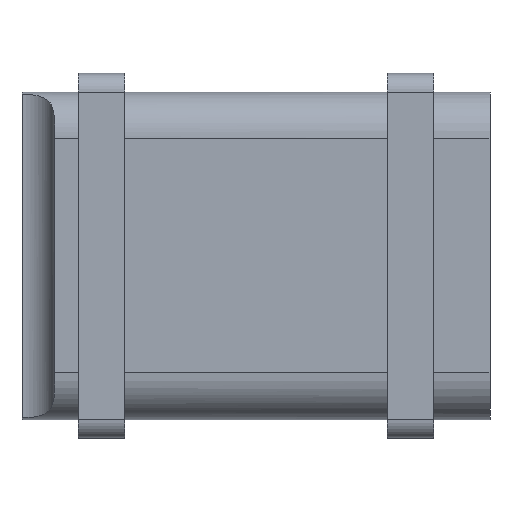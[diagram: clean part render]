
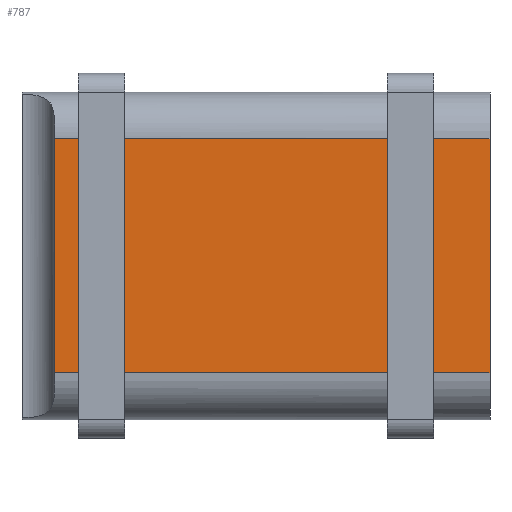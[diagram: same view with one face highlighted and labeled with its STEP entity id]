
A CAD part, top view. The second image highlights one B-rep face of the part: STEP entity #787.
In plain terms, the highlighted planar face has unit normal (0, 0, 1).
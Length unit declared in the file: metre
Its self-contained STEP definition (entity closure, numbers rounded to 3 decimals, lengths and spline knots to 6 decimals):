
#179=ORIENTED_EDGE('',*,*,#359,.T.);
#180=ORIENTED_EDGE('',*,*,#360,.T.);
#181=ORIENTED_EDGE('',*,*,#361,.F.);
#182=ORIENTED_EDGE('',*,*,#362,.F.);
#359=EDGE_CURVE('',#457,#458,#533,.T.);
#360=EDGE_CURVE('',#458,#459,#534,.T.);
#361=EDGE_CURVE('',#460,#459,#535,.T.);
#362=EDGE_CURVE('',#457,#460,#536,.T.);
#457=VERTEX_POINT('',#1302);
#458=VERTEX_POINT('',#1303);
#459=VERTEX_POINT('',#1305);
#460=VERTEX_POINT('',#1307);
#533=LINE('',#1301,#607);
#534=LINE('',#1304,#608);
#535=LINE('',#1306,#609);
#536=LINE('',#1308,#610);
#607=VECTOR('',#1066,1.);
#608=VECTOR('',#1067,1.);
#609=VECTOR('',#1068,1.);
#610=VECTOR('',#1069,1.);
#669=EDGE_LOOP('',(#179,#180,#181,#182));
#717=FACE_BOUND('',#669,.T.);
#755=PLANE('',#913);
#787=ADVANCED_FACE('',(#717),#755,.F.);
#913=AXIS2_PLACEMENT_3D('',#1300,#1064,#1065);
#1064=DIRECTION('',(0.,0.,-1.));
#1065=DIRECTION('',(0.,1.,0.));
#1066=DIRECTION('',(-1.,0.,0.));
#1067=DIRECTION('',(0.,-1.,0.));
#1068=DIRECTION('',(-1.,0.,0.));
#1069=DIRECTION('',(0.,-1.,0.));
#1300=CARTESIAN_POINT('',(0.025,0.,0.005));
#1301=CARTESIAN_POINT('',(0.025,0.0125,0.005));
#1302=CARTESIAN_POINT('',(0.025,0.0125,0.005));
#1303=CARTESIAN_POINT('',(-0.0215,0.0125,0.005));
#1304=CARTESIAN_POINT('',(-0.0215,0.03,0.005));
#1305=CARTESIAN_POINT('',(-0.0215,-0.0125,0.005));
#1306=CARTESIAN_POINT('',(0.025,-0.0125,0.005));
#1307=CARTESIAN_POINT('',(0.025,-0.0125,0.005));
#1308=CARTESIAN_POINT('',(0.025,0.,0.005));
